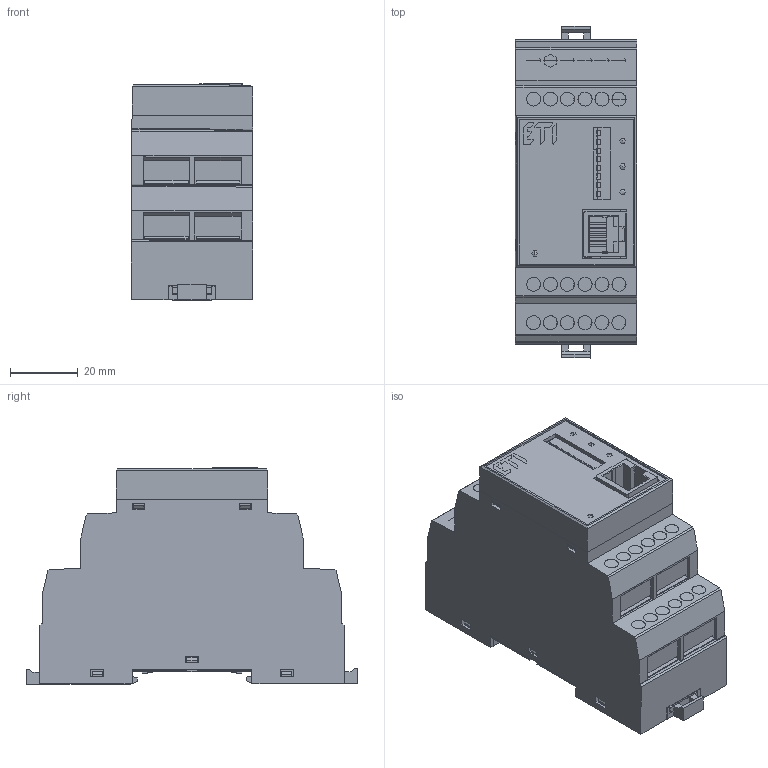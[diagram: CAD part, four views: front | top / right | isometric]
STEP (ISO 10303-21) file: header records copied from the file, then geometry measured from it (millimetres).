
FILE_DESCRIPTION((''),'2;1');
FILE_NAME('SCUSB485_ASM','2022-07-12T10:34:23',('klemen.sitar'),('Audax d.o.o.'),'CREO PARAMETRIC BY PTC INC, 2021304','CREO PARAMETRIC BY PTC INC, 2021304','');
FILE_SCHEMA(('AP242_MANAGED_MODEL_BASED_3D_ENGINEERING_MIM_LF { 1 0 10303 442 1 1 4 }'));
Products named in the file (17): TAPPO_FORO_TUTTO; TP35_TUTTO; FRONT_SCUSB485_TUTTO; DIPSWITC_8_TUTTO; 1_TUTTO; 3_TUTTO; FI35_TUTTO_ASM; LED3MM_GREEN_TUTTO; LED3MM_RED_TUTTO; VITE_TUTTO; MORSETTO_TUTTO; MORSETTO_3_TUTTO_ASM; CEM35_TUTTO; LED3MM_YELLOW_TUTTO; RJ11_90-6-6_TUTTO; ETI_LOGO; SCUSB485_ASM
Assembly tree (26 placements, depth 3):
  SCUSB485_ASM
    TAPPO_FORO_TUTTO
    TP35_TUTTO  x6
    FRONT_SCUSB485_TUTTO
    DIPSWITC_8_TUTTO
    FI35_TUTTO_ASM
      1_TUTTO
      3_TUTTO  x2
    LED3MM_GREEN_TUTTO  x2
    LED3MM_RED_TUTTO
    MORSETTO_3_TUTTO_ASM  x2
      VITE_TUTTO
      MORSETTO_TUTTO
    CEM35_TUTTO
    LED3MM_YELLOW_TUTTO
    RJ11_90-6-6_TUTTO
    ETI_LOGO
Bounding box: 35.82 x 98 x 64.01 mm (x, y, z)
Volume: 20830.1 mm3
Topology: 27 solids, 34 shells, 2070 faces, 5696 edges, 3687 vertices
Faces by surface type: plane 1671, cylinder 348, sphere 31, cone 12, torus 8
Entity records: 95667 total; most frequent: CARTESIAN_POINT 34017, ORIENTED_EDGE 8105, DIRECTION 7251, PRESENTATION_STYLE_ASSIGNMENT 5494, STYLED_ITEM 5417, CURVE_STYLE 4129, EDGE_CURVE 4111, VECTOR 3609
